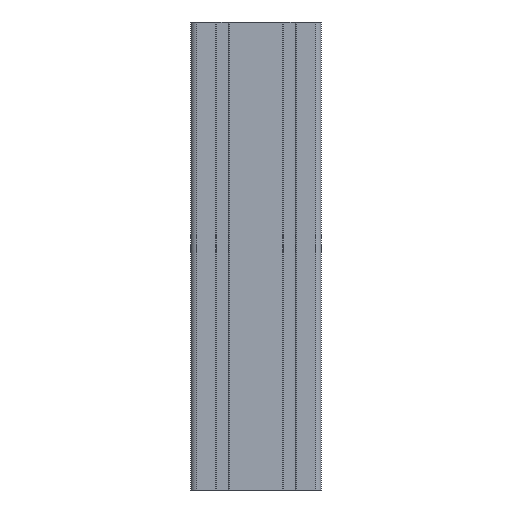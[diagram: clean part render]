
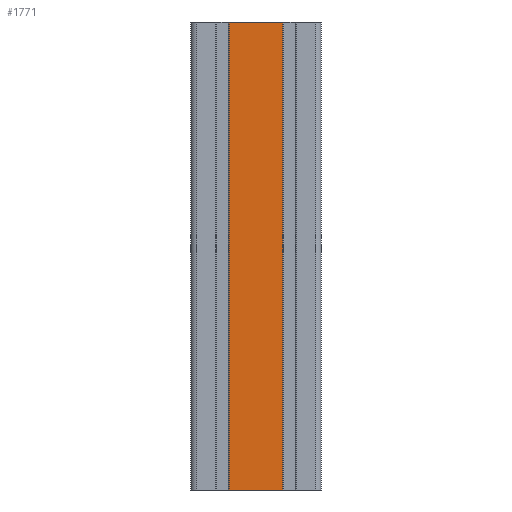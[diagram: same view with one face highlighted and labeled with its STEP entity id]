
A CAD part, front view. The second image highlights one B-rep face of the part: STEP entity #1771.
In plain terms, the highlighted planar face has unit normal (0, -1, 0).
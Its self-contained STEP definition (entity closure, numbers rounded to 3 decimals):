
#879=CARTESIAN_POINT('',(-15.9,0.0,140.0));
#880=VERTEX_POINT('',#879);
#887=CARTESIAN_POINT('',(15.9,0.,140.0));
#888=VERTEX_POINT('',#887);
#889=CARTESIAN_POINT('',(15.9,0.,140.0));
#890=DIRECTION('',(-1.0,0.0,0.0));
#891=VECTOR('',#890,31.8);
#892=LINE('',#889,#891);
#893=EDGE_CURVE('',#888,#880,#892,.T.);
#1152=CARTESIAN_POINT('',(15.9,0.,-140.0));
#1153=VERTEX_POINT('',#1152);
#1160=CARTESIAN_POINT('',(-15.9,0.0,-140.0));
#1161=VERTEX_POINT('',#1160);
#1162=CARTESIAN_POINT('',(-15.9,0.0,-140.0));
#1163=DIRECTION('',(1.0,0.0,0.0));
#1164=VECTOR('',#1163,31.8);
#1165=LINE('',#1162,#1164);
#1166=EDGE_CURVE('',#1161,#1153,#1165,.T.);
#1659=CARTESIAN_POINT('',(-15.9,0.0,140.0));
#1660=DIRECTION('',(0.0,0.0,-1.0));
#1661=VECTOR('',#1660,280.0);
#1662=LINE('',#1659,#1661);
#1663=EDGE_CURVE('',#880,#1161,#1662,.T.);
#1755=CARTESIAN_POINT('',(39.0,0.0,0.0));
#1756=DIRECTION('',(0.0,-1.0,0.0));
#1757=DIRECTION('',(0.0,0.0,-1.0));
#1758=AXIS2_PLACEMENT_3D('',#1755,#1756,#1757);
#1759=PLANE('',#1758);
#1760=ORIENTED_EDGE('',*,*,#1663,.T.);
#1761=ORIENTED_EDGE('',*,*,#1166,.T.);
#1762=CARTESIAN_POINT('',(15.9,0.,-140.0));
#1763=DIRECTION('',(0.0,0.0,1.0));
#1764=VECTOR('',#1763,280.0);
#1765=LINE('',#1762,#1764);
#1766=EDGE_CURVE('',#1153,#888,#1765,.T.);
#1767=ORIENTED_EDGE('',*,*,#1766,.T.);
#1768=ORIENTED_EDGE('',*,*,#893,.T.);
#1769=EDGE_LOOP('',(#1760,#1761,#1767,#1768));
#1770=FACE_OUTER_BOUND('',#1769,.T.);
#1771=ADVANCED_FACE('',(#1770),#1759,.T.);
